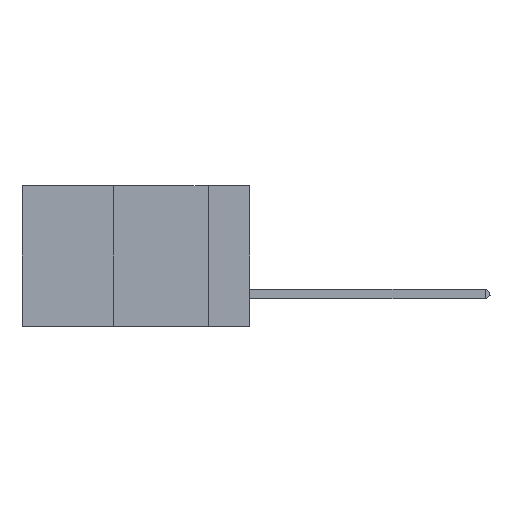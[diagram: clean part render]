
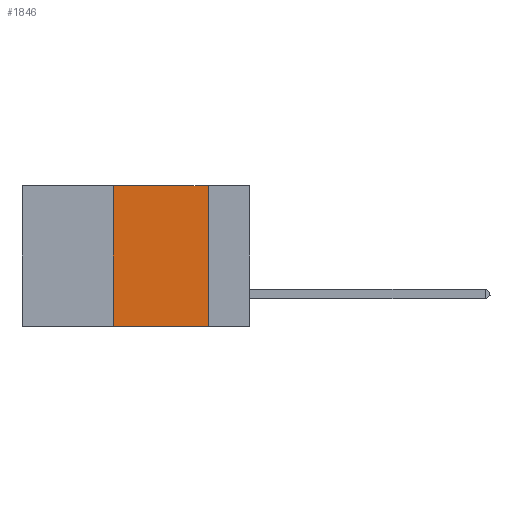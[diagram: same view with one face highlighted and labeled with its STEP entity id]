
A CAD part, left-side view. The second image highlights one B-rep face of the part: STEP entity #1846.
In plain terms, the highlighted planar face has unit normal (-1, 0, 0).
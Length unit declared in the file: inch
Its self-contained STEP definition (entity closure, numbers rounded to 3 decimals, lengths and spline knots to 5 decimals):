
#26 = EDGE_CURVE ( 'NONE', #2768, #9300, #1147, .T. ) ;
#425 = DIRECTION ( 'NONE',  ( 0., -1., 0. ) ) ;
#494 = VECTOR ( 'NONE', #425, 39.37008 ) ;
#699 = VECTOR ( 'NONE', #9254, 39.37008 ) ;
#904 = ORIENTED_EDGE ( 'NONE', *, *, #1258, .T. ) ;
#1066 = LINE ( 'NONE', #8478, #699 ) ;
#1147 = LINE ( 'NONE', #4858, #8313 ) ;
#1191 = PLANE ( 'NONE',  #9657 ) ;
#1258 = EDGE_CURVE ( 'NONE', #2768, #7990, #7060, .T. ) ;
#1319 = CARTESIAN_POINT ( 'NONE',  ( 0., 0.11, 0. ) ) ;
#1846 = ADVANCED_FACE ( 'NONE', ( #9516 ), #1191, .F. ) ;
#1906 = VECTOR ( 'NONE', #3005, 39.37008 ) ;
#2768 = VERTEX_POINT ( 'NONE', #9617 ) ;
#3005 = DIRECTION ( 'NONE',  ( 0., 0., -1. ) ) ;
#3202 = DIRECTION ( 'NONE',  ( 0., 0., 1. ) ) ;
#3596 = ORIENTED_EDGE ( 'NONE', *, *, #6869, .F. ) ;
#4249 = VERTEX_POINT ( 'NONE', #1319 ) ;
#4329 = ORIENTED_EDGE ( 'NONE', *, *, #5701, .F. ) ;
#4858 = CARTESIAN_POINT ( 'NONE',  ( 0., 0.36, 0. ) ) ;
#5009 = CARTESIAN_POINT ( 'NONE',  ( 0., 0.6, -0.37 ) ) ;
#5701 = EDGE_CURVE ( 'NONE', #9300, #4249, #1066, .T. ) ;
#6575 = DIRECTION ( 'NONE',  ( 0., 0., -1. ) ) ;
#6867 = ORIENTED_EDGE ( 'NONE', *, *, #26, .F. ) ;
#6869 = EDGE_CURVE ( 'NONE', #4249, #7990, #9825, .T. ) ;
#7060 = LINE ( 'NONE', #5009, #494 ) ;
#7209 = CARTESIAN_POINT ( 'NONE',  ( 0., 0.36, 0. ) ) ;
#7332 = DIRECTION ( 'NONE',  ( 1., 0., 0. ) ) ;
#7366 = CARTESIAN_POINT ( 'NONE',  ( 0., 0.6, 0. ) ) ;
#7990 = VERTEX_POINT ( 'NONE', #9695 ) ;
#8313 = VECTOR ( 'NONE', #3202, 39.37008 ) ;
#8478 = CARTESIAN_POINT ( 'NONE',  ( 0., 0.6, 0. ) ) ;
#9181 = CARTESIAN_POINT ( 'NONE',  ( 0., 0.11, 0. ) ) ;
#9254 = DIRECTION ( 'NONE',  ( 0., -1., 0. ) ) ;
#9300 = VERTEX_POINT ( 'NONE', #7209 ) ;
#9516 = FACE_OUTER_BOUND ( 'NONE', #10067, .T. ) ;
#9617 = CARTESIAN_POINT ( 'NONE',  ( 0., 0.36, -0.37 ) ) ;
#9657 = AXIS2_PLACEMENT_3D ( 'NONE', #7366, #7332, #6575 ) ;
#9695 = CARTESIAN_POINT ( 'NONE',  ( 0., 0.11, -0.37 ) ) ;
#9825 = LINE ( 'NONE', #9181, #1906 ) ;
#10067 = EDGE_LOOP ( 'NONE', ( #3596, #4329, #6867, #904 ) ) ;
